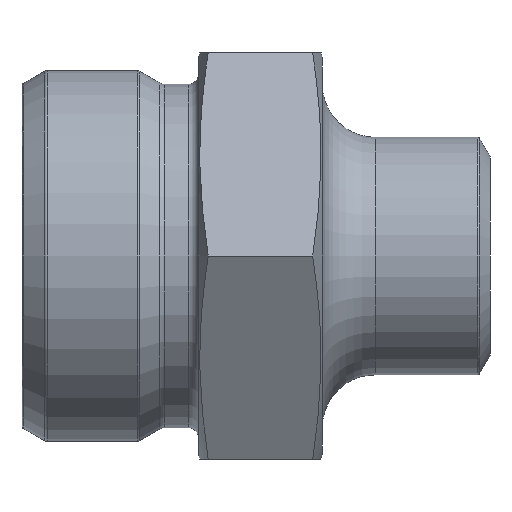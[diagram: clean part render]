
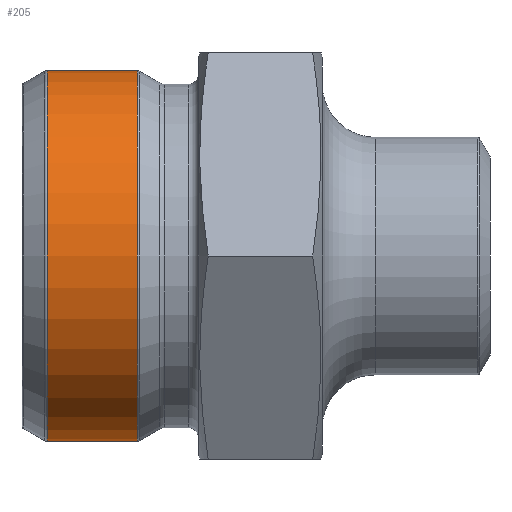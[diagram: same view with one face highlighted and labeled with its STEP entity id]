
A CAD part, front view. The second image highlights one B-rep face of the part: STEP entity #205.
In plain terms, the highlighted cylindrical face has radius 21 mm (diameter 42 mm), a full revolution.
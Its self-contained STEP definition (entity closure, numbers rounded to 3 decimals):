
#112=CYLINDRICAL_SURFACE('',#511,21.);
#128=FACE_BOUND('',#260,.T.);
#129=FACE_BOUND('',#261,.T.);
#174=CIRCLE('',#509,21.);
#175=CIRCLE('',#510,21.);
#205=ADVANCED_FACE('',(#128,#129),#112,.T.);
#260=EDGE_LOOP('',(#353));
#261=EDGE_LOOP('',(#354));
#353=ORIENTED_EDGE('',*,*,#459,.T.);
#354=ORIENTED_EDGE('',*,*,#460,.T.);
#416=VERTEX_POINT('',#778);
#417=VERTEX_POINT('',#780);
#459=EDGE_CURVE('',#416,#416,#174,.T.);
#460=EDGE_CURVE('',#417,#417,#175,.T.);
#509=AXIS2_PLACEMENT_3D('',#777,#592,#593);
#510=AXIS2_PLACEMENT_3D('',#779,#594,#595);
#511=AXIS2_PLACEMENT_3D('',#781,#596,#597);
#592=DIRECTION('',(-1.,0.,0.));
#593=DIRECTION('',(0.,0.,1.));
#594=DIRECTION('',(1.,0.,0.));
#595=DIRECTION('',(0.,0.,1.));
#596=DIRECTION('',(-1.,0.,0.));
#597=DIRECTION('',(0.,0.,1.));
#777=CARTESIAN_POINT('',(13.031,0.,0.));
#778=CARTESIAN_POINT('',(13.031,0.,21.));
#779=CARTESIAN_POINT('',(2.834,0.,0.));
#780=CARTESIAN_POINT('',(2.834,0.,21.));
#781=CARTESIAN_POINT('',(0.,0.,0.));
